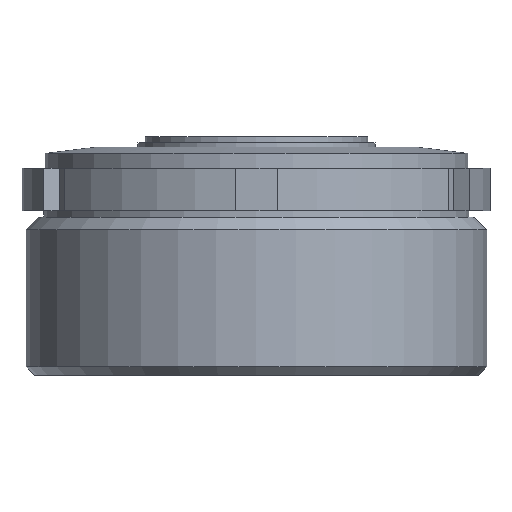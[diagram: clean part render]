
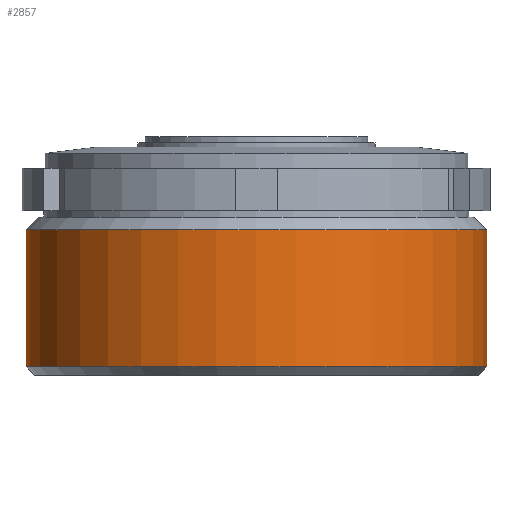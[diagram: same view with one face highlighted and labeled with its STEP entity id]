
A CAD part, front view. The second image highlights one B-rep face of the part: STEP entity #2857.
In plain terms, the highlighted cylindrical face has radius 55 mm (diameter 110 mm), a partial arc.
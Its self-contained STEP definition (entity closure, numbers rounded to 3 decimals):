
#1810 = DIRECTION ( 'NONE',  ( 0., 0., -1. ) ) ;
#1811 = CARTESIAN_POINT ( 'NONE',  ( 0., 0., 34.8 ) ) ;
#1812 = AXIS2_PLACEMENT_3D ( 'NONE', #1811, #1810, #1838 ) ;
#1813 = CIRCLE ( 'NONE', #1812, 55. ) ;
#1838 = DIRECTION ( 'NONE',  ( 1., 0., 0. ) ) ;
#1843 = FACE_OUTER_BOUND ( 'NONE', #2917, .T. ) ;
#1844 = CARTESIAN_POINT ( 'NONE',  ( 0., 0., 37.8 ) ) ;
#1869 = DIRECTION ( 'NONE',  ( -1., 0., 0. ) ) ;
#1870 = DIRECTION ( 'NONE',  ( 0., 0., -1. ) ) ;
#1871 = AXIS2_PLACEMENT_3D ( 'NONE', #1844, #1870, #1869 ) ;
#1872 = CYLINDRICAL_SURFACE ( 'NONE', #1871, 55. ) ;
#1914 = CARTESIAN_POINT ( 'NONE',  ( -55., 0., 2. ) ) ;
#1940 = CARTESIAN_POINT ( 'NONE',  ( 55., 0., 34.8 ) ) ;
#2001 = CARTESIAN_POINT ( 'NONE',  ( 55., 0., 2. ) ) ;
#2370 = DIRECTION ( 'NONE',  ( 1., 0., 0. ) ) ;
#2371 = DIRECTION ( 'NONE',  ( 0., 0., 1. ) ) ;
#2372 = CARTESIAN_POINT ( 'NONE',  ( 0., 0., 2. ) ) ;
#2373 = AXIS2_PLACEMENT_3D ( 'NONE', #2372, #2371, #2370 ) ;
#2374 = CIRCLE ( 'NONE', #2373, 55. ) ;
#2632 = CARTESIAN_POINT ( 'NONE',  ( -55., 0., 34.8 ) ) ;
#2633 = DIRECTION ( 'NONE',  ( 0., 0., -1. ) ) ;
#2634 = VECTOR ( 'NONE', #2633, 1000. ) ;
#2635 = CARTESIAN_POINT ( 'NONE',  ( 55., 0., 37.8 ) ) ;
#2636 = LINE ( 'NONE', #2635, #2634 ) ;
#2702 = DIRECTION ( 'NONE',  ( 0., 0., -1. ) ) ;
#2703 = VECTOR ( 'NONE', #2702, 1000. ) ;
#2704 = CARTESIAN_POINT ( 'NONE',  ( -55., 0., 37.8 ) ) ;
#2705 = LINE ( 'NONE', #2704, #2703 ) ;
#2849 = ORIENTED_EDGE ( 'NONE', *, *, #3288, .F. ) ;
#2853 = ORIENTED_EDGE ( 'NONE', *, *, #3302, .T. ) ;
#2857 = ADVANCED_FACE ( 'NONE', ( #1843 ), #1872, .T. ) ;
#2866 = ORIENTED_EDGE ( 'NONE', *, *, #3201, .T. ) ;
#2868 = EDGE_CURVE ( 'NONE', #2949, #3266, #1813, .T. ) ;
#2917 = EDGE_LOOP ( 'NONE', ( #2849, #2918, #2853, #2866 ) ) ;
#2918 = ORIENTED_EDGE ( 'NONE', *, *, #2868, .T. ) ;
#2943 = VERTEX_POINT ( 'NONE', #1914 ) ;
#2949 = VERTEX_POINT ( 'NONE', #1940 ) ;
#2959 = VERTEX_POINT ( 'NONE', #2001 ) ;
#3201 = EDGE_CURVE ( 'NONE', #2943, #2959, #2374, .T. ) ;
#3266 = VERTEX_POINT ( 'NONE', #2632 ) ;
#3288 = EDGE_CURVE ( 'NONE', #2949, #2959, #2636, .T. ) ;
#3302 = EDGE_CURVE ( 'NONE', #3266, #2943, #2705, .T. ) ;
